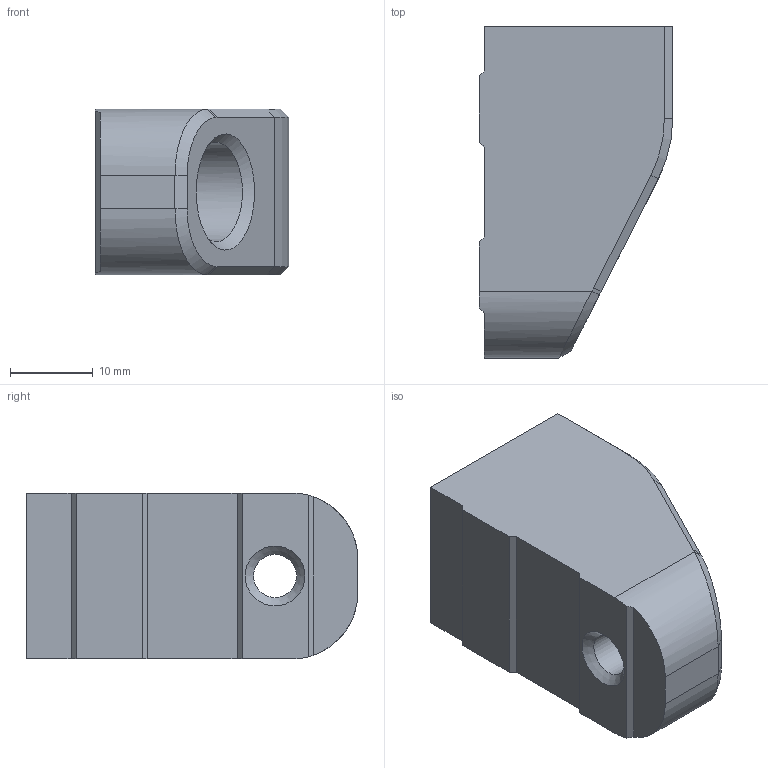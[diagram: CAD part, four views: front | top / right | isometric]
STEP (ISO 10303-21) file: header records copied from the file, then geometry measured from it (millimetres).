
FILE_DESCRIPTION(/* description */ (''),/* implementation_level */ '2;1');
FILE_NAME(/* name */ 'vfd_mount_yl_620_a v1.step',/* time_stamp */ '2022-10-31T12:05:00+01:00',/* author */ (''),/* organization */ (''),/* preprocessor_version */ 'ST-DEVELOPER v19.2',/* originating_system */ 'Autodesk Translation Framework v11.17.0.187',/* authorisation */ '');
FILE_SCHEMA (('AUTOMOTIVE_DESIGN { 1 0 10303 214 3 1 1 }'));
Length unit declared in the file: millimetre
Products named in the file (1): usermod
Bounding box: 23.3 x 39.98 x 20 mm (x, y, z)
Volume: 13470 mm3; surface area: 4185.5 mm2
Topology: 1 solids, 1 shells, 39 faces, 92 edges, 57 vertices
Faces by surface type: plane 22, cylinder 7, cone 5, bspline 5
Full cylindrical faces by diameter (mm): 5.2 x1, 6.4 x1, 10 x1, 12 x1
Entity records: 1323 total; most frequent: CARTESIAN_POINT 402, ORIENTED_EDGE 184, DIRECTION 171, EDGE_CURVE 92, LINE 63, VECTOR 63, VERTEX_POINT 57, AXIS2_PLACEMENT_3D 54
